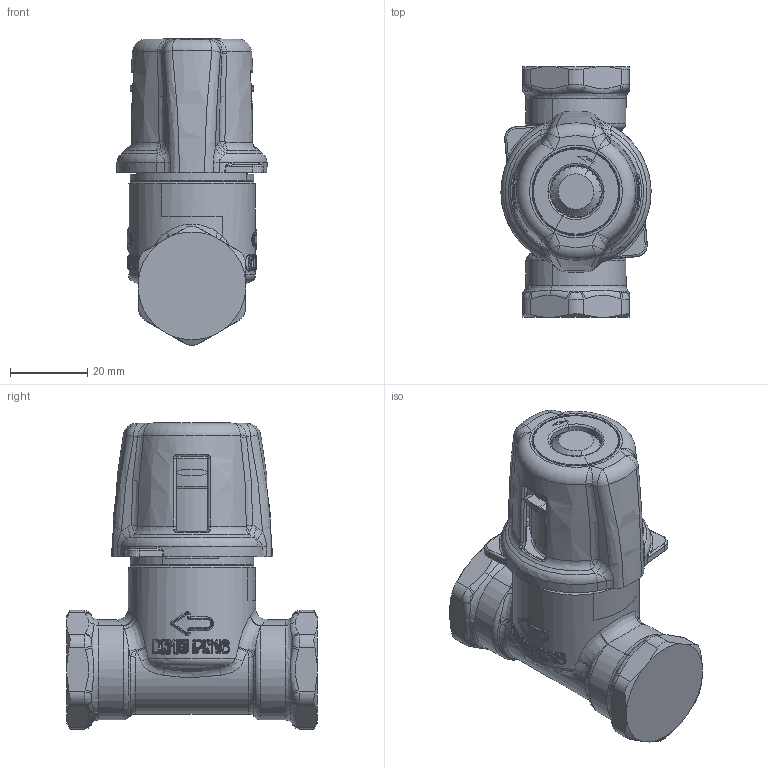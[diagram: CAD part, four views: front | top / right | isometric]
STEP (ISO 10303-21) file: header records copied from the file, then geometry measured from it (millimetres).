
FILE_DESCRIPTION(('CATIA V5 STEP Exchange'),'2;1');
FILE_NAME('STEP_142340_-_TST.stp','2017-11-15T15:33:07+00:00',('none'),('none'),'CATIA Version 5-6 Release 2016 SP4','CATIA V5 STEP AP203','none');
FILE_SCHEMA(('CONFIG_CONTROL_DESIGN'));
Products named in the file (1): 142340 - TST_1
Bounding box: 38.99 x 65 x 79.57 mm (x, y, z)
Surface area: 23679.1 mm2 (no closed solid volume)
Topology: 0 solids, 16 shells, 1551 faces, 4106 edges, 2389 vertices
Faces by surface type: bspline 796, plane 258, cylinder 238, sphere 115, torus 90, cone 54
Entity records: 73158 total; most frequent: CARTESIAN_POINT 46319, ORIENTED_EDGE 7278, EDGE_CURVE 3972, DIRECTION 2826, VERTEX_POINT 2389, ADVANCED_FACE 1551, EDGE_LOOP 1551, FACE_OUTER_BOUND 1551
